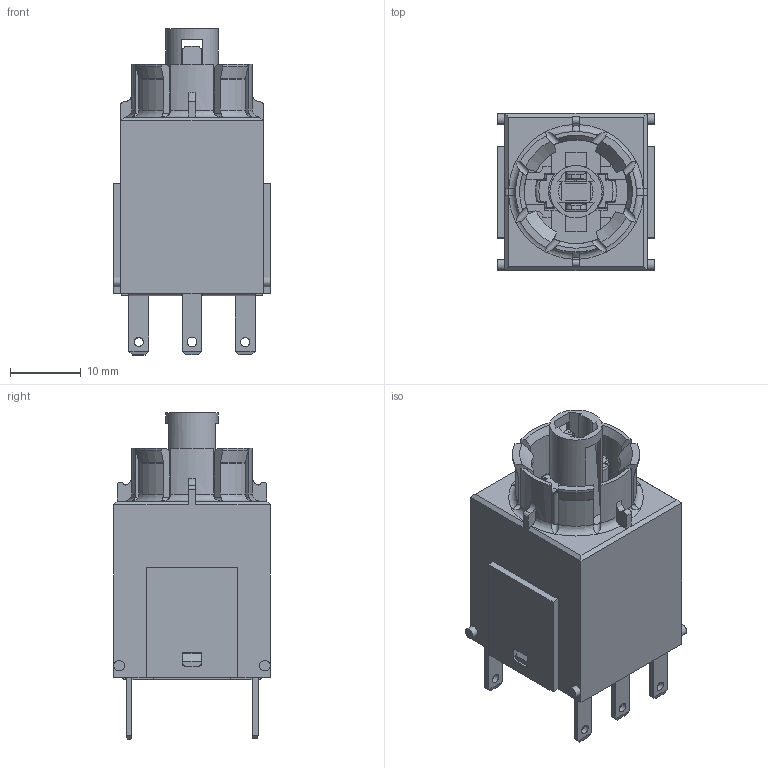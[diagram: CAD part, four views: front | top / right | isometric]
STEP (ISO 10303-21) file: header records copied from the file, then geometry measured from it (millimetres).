
FILE_DESCRIPTION(/* description */ (''),/* implementation_level */ '2;1');
FILE_NAME(/* name */ 'ATL_ipt.stp',/* time_stamp */ '2017-03-30T10:00:28+02:00',/* author */ ('ahoffmann'),/* organization */ (''),/* preprocessor_version */ 'ST-DEVELOPER v16.1',/* originating_system */ 'Autodesk Inventor 2016',/* authorisation */ '');
FILE_SCHEMA (('AUTOMOTIVE_DESIGN { 1 0 10303 214 3 1 1 }'));
Length unit declared in the file: centimetre
Products named in the file (1): ATL_ipt
Bounding box: 22.2 x 22.2 x 46.23 mm (x, y, z)
Volume: 12146.1 mm3; surface area: 6524.7 mm2
Topology: 1 solids, 1 shells, 974 faces, 2768 edges, 1795 vertices
Faces by surface type: plane 794, cylinder 114, torus 24, cone 18, bspline 16, sphere 8
Full cylindrical faces by diameter (mm): 1.3 x4, 1.35 x2, 1.5 x4, 7.4 x1, 14.7 x1
Entity records: 31919 total; most frequent: CARTESIAN_POINT 6806, ORIENTED_EDGE 5472, DIRECTION 4825, EDGE_CURVE 2736, LINE 2297, VECTOR 2297, VERTEX_POINT 1793, AXIS2_PLACEMENT_3D 1264
